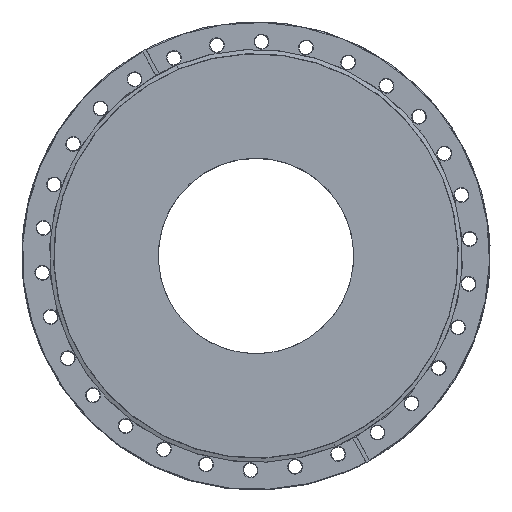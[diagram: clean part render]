
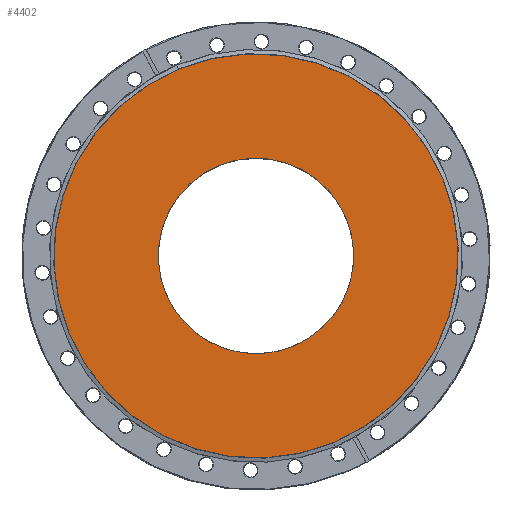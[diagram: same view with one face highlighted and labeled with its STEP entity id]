
A CAD part, top view. The second image highlights one B-rep face of the part: STEP entity #4402.
In plain terms, the highlighted face is planar.
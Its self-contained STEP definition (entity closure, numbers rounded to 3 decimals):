
#209 = EDGE_CURVE ( 'NONE', #5947, #3529, #1467, .T. ) ;
#319 = AXIS2_PLACEMENT_3D ( 'NONE', #7746, #7678, #7625 ) ;
#361 = CARTESIAN_POINT ( 'NONE',  ( -153.432, 27.2, 0. ) ) ;
#677 = DIRECTION ( 'NONE',  ( 0., -1., 0. ) ) ;
#846 = FACE_BOUND ( 'NONE', #1475, .T. ) ;
#1467 = CIRCLE ( 'NONE', #319, 74.2 ) ;
#1475 = EDGE_LOOP ( 'NONE', ( #1579, #6522 ) ) ;
#1514 = EDGE_CURVE ( 'NONE', #10493, #4643, #4486, .T. ) ;
#1579 = ORIENTED_EDGE ( 'NONE', *, *, #3423, .T. ) ;
#1775 = CARTESIAN_POINT ( 'NONE',  ( 0., 27.2, 74.2 ) ) ;
#2035 = DIRECTION ( 'NONE',  ( 0., -1., 0. ) ) ;
#2665 = ORIENTED_EDGE ( 'NONE', *, *, #1514, .F. ) ;
#3122 = AXIS2_PLACEMENT_3D ( 'NONE', #8286, #3311, #9112 ) ;
#3311 = DIRECTION ( 'NONE',  ( 0., -1., 0. ) ) ;
#3423 = EDGE_CURVE ( 'NONE', #3529, #5947, #7570, .T. ) ;
#3529 = VERTEX_POINT ( 'NONE', #8354 ) ;
#3968 = AXIS2_PLACEMENT_3D ( 'NONE', #5745, #677, #6570 ) ;
#4009 = EDGE_LOOP ( 'NONE', ( #4084, #2665 ) ) ;
#4084 = ORIENTED_EDGE ( 'NONE', *, *, #10452, .F. ) ;
#4402 = ADVANCED_FACE ( 'NONE', ( #846, #7267 ), #5394, .F. ) ;
#4486 = CIRCLE ( 'NONE', #7849, 153.432 ) ;
#4643 = VERTEX_POINT ( 'NONE', #5717 ) ;
#5208 = CIRCLE ( 'NONE', #3122, 153.432 ) ;
#5394 = PLANE ( 'NONE',  #6510 ) ;
#5512 = DIRECTION ( 'NONE',  ( 0., -1., 0. ) ) ;
#5717 = CARTESIAN_POINT ( 'NONE',  ( 0., 27.2, 153.432 ) ) ;
#5745 = CARTESIAN_POINT ( 'NONE',  ( 0., 27.2, 0. ) ) ;
#5947 = VERTEX_POINT ( 'NONE', #1775 ) ;
#6510 = AXIS2_PLACEMENT_3D ( 'NONE', #361, #2035, #7903 ) ;
#6522 = ORIENTED_EDGE ( 'NONE', *, *, #209, .T. ) ;
#6570 = DIRECTION ( 'NONE',  ( 0., 0., -1. ) ) ;
#7264 = CARTESIAN_POINT ( 'NONE',  ( 0., 27.2, 0. ) ) ;
#7267 = FACE_OUTER_BOUND ( 'NONE', #4009, .T. ) ;
#7390 = DIRECTION ( 'NONE',  ( 0., 0., -1. ) ) ;
#7570 = CIRCLE ( 'NONE', #3968, 74.2 ) ;
#7625 = DIRECTION ( 'NONE',  ( 0., 0., -1. ) ) ;
#7678 = DIRECTION ( 'NONE',  ( 0., -1., 0. ) ) ;
#7746 = CARTESIAN_POINT ( 'NONE',  ( 0., 27.2, 0. ) ) ;
#7849 = AXIS2_PLACEMENT_3D ( 'NONE', #7264, #5512, #7390 ) ;
#7903 = DIRECTION ( 'NONE',  ( 0., 0., -1. ) ) ;
#8286 = CARTESIAN_POINT ( 'NONE',  ( 0., 27.2, 0. ) ) ;
#8354 = CARTESIAN_POINT ( 'NONE',  ( 0., 27.2, -74.2 ) ) ;
#9112 = DIRECTION ( 'NONE',  ( 0., 0., -1. ) ) ;
#9982 = CARTESIAN_POINT ( 'NONE',  ( 0., 27.2, -153.432 ) ) ;
#10452 = EDGE_CURVE ( 'NONE', #4643, #10493, #5208, .T. ) ;
#10493 = VERTEX_POINT ( 'NONE', #9982 ) ;
